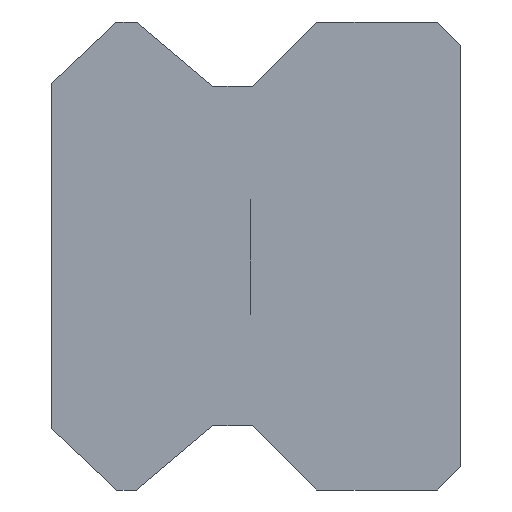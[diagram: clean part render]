
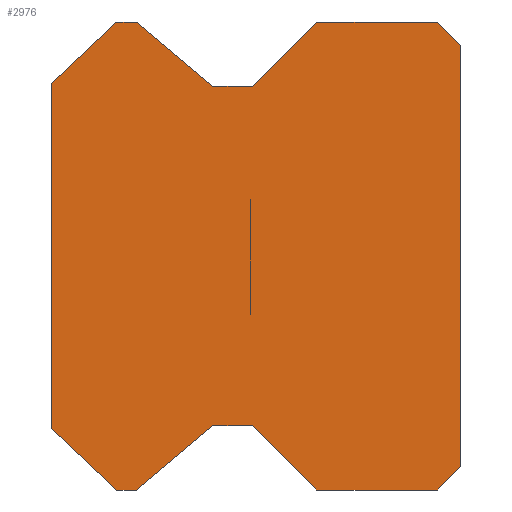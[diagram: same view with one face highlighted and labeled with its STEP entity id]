
A CAD part, left-side view. The second image highlights one B-rep face of the part: STEP entity #2976.
In plain terms, the highlighted planar face has unit normal (-1, 0, 0).
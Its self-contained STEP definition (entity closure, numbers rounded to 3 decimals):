
#636=ORIENTED_EDGE('',*,*,#1054,.F.);
#637=ORIENTED_EDGE('',*,*,#1234,.F.);
#638=ORIENTED_EDGE('',*,*,#1231,.F.);
#639=ORIENTED_EDGE('',*,*,#1161,.F.);
#640=ORIENTED_EDGE('',*,*,#1158,.F.);
#641=ORIENTED_EDGE('',*,*,#1155,.F.);
#642=ORIENTED_EDGE('',*,*,#1152,.F.);
#643=ORIENTED_EDGE('',*,*,#1149,.F.);
#644=ORIENTED_EDGE('',*,*,#1146,.F.);
#645=ORIENTED_EDGE('',*,*,#1143,.F.);
#646=ORIENTED_EDGE('',*,*,#1140,.F.);
#647=ORIENTED_EDGE('',*,*,#1070,.F.);
#648=ORIENTED_EDGE('',*,*,#1067,.F.);
#649=ORIENTED_EDGE('',*,*,#1064,.F.);
#650=ORIENTED_EDGE('',*,*,#1061,.F.);
#651=ORIENTED_EDGE('',*,*,#1058,.F.);
#1054=EDGE_CURVE('',#1370,#1371,#1670,.T.);
#1058=EDGE_CURVE('',#1371,#1374,#1674,.T.);
#1061=EDGE_CURVE('',#1374,#1376,#1677,.T.);
#1064=EDGE_CURVE('',#1376,#1378,#1680,.T.);
#1067=EDGE_CURVE('',#1378,#1380,#1683,.T.);
#1070=EDGE_CURVE('',#1380,#1382,#1686,.T.);
#1140=EDGE_CURVE('',#1382,#1451,#1689,.T.);
#1143=EDGE_CURVE('',#1451,#1453,#1692,.T.);
#1146=EDGE_CURVE('',#1453,#1455,#1695,.T.);
#1149=EDGE_CURVE('',#1455,#1457,#1698,.T.);
#1152=EDGE_CURVE('',#1457,#1459,#1701,.T.);
#1155=EDGE_CURVE('',#1459,#1461,#1704,.T.);
#1158=EDGE_CURVE('',#1461,#1463,#1707,.T.);
#1161=EDGE_CURVE('',#1463,#1465,#1710,.T.);
#1231=EDGE_CURVE('',#1465,#1534,#1713,.T.);
#1234=EDGE_CURVE('',#1534,#1370,#1716,.T.);
#1370=VERTEX_POINT('',#4705);
#1371=VERTEX_POINT('',#4706);
#1374=VERTEX_POINT('',#4714);
#1376=VERTEX_POINT('',#4720);
#1378=VERTEX_POINT('',#4726);
#1380=VERTEX_POINT('',#4732);
#1382=VERTEX_POINT('',#4738);
#1451=VERTEX_POINT('',#4878);
#1453=VERTEX_POINT('',#4884);
#1455=VERTEX_POINT('',#4890);
#1457=VERTEX_POINT('',#4896);
#1459=VERTEX_POINT('',#4902);
#1461=VERTEX_POINT('',#4908);
#1463=VERTEX_POINT('',#4914);
#1465=VERTEX_POINT('',#4920);
#1534=VERTEX_POINT('',#5060);
#1670=LINE('',#4704,#1718);
#1674=LINE('',#4713,#1722);
#1677=LINE('',#4719,#1725);
#1680=LINE('',#4725,#1728);
#1683=LINE('',#4731,#1731);
#1686=LINE('',#4737,#1734);
#1689=LINE('',#4877,#1737);
#1692=LINE('',#4883,#1740);
#1695=LINE('',#4889,#1743);
#1698=LINE('',#4895,#1746);
#1701=LINE('',#4901,#1749);
#1704=LINE('',#4907,#1752);
#1707=LINE('',#4913,#1755);
#1710=LINE('',#4919,#1758);
#1713=LINE('',#5059,#1761);
#1716=LINE('',#5065,#1764);
#1718=VECTOR('',#3682,1000.);
#1722=VECTOR('',#3688,1000.);
#1725=VECTOR('',#3693,1000.);
#1728=VECTOR('',#3698,1000.);
#1731=VECTOR('',#3703,1000.);
#1734=VECTOR('',#3708,1000.);
#1737=VECTOR('',#3847,1000.);
#1740=VECTOR('',#3852,1000.);
#1743=VECTOR('',#3857,1000.);
#1746=VECTOR('',#3862,1000.);
#1749=VECTOR('',#3867,1000.);
#1752=VECTOR('',#3872,1000.);
#1755=VECTOR('',#3877,1000.);
#1758=VECTOR('',#3882,1000.);
#1761=VECTOR('',#4021,1000.);
#1764=VECTOR('',#4026,1000.);
#1917=EDGE_LOOP('',(#636,#637,#638,#639,#640,#641,#642,#643,#644,#645,#646,
#647,#648,#649,#650,#651));
#2471=FACE_BOUND('',#1917,.T.);
#2891=PLANE('',#3342);
#2976=ADVANCED_FACE('',(#2471),#2891,.F.);
#3342=AXIS2_PLACEMENT_3D('',#5068,#4030,#4031);
#3682=DIRECTION('',(0.,-1.,0.));
#3688=DIRECTION('',(0.,-0.764,-0.645));
#3693=DIRECTION('',(0.,-1.,0.));
#3698=DIRECTION('',(0.,-0.707,0.707));
#3703=DIRECTION('',(0.,-1.,0.));
#3708=DIRECTION('',(0.,-0.707,-0.707));
#3847=DIRECTION('',(0.,0.,-1.));
#3852=DIRECTION('',(0.,0.707,-0.707));
#3857=DIRECTION('',(0.,1.,0.));
#3862=DIRECTION('',(0.,0.707,0.707));
#3867=DIRECTION('',(0.,1.,0.));
#3872=DIRECTION('',(0.,0.764,-0.645));
#3877=DIRECTION('',(0.,1.,0.));
#3882=DIRECTION('',(0.,0.729,0.685));
#4021=DIRECTION('',(0.,0.,1.));
#4026=DIRECTION('',(0.,-0.729,0.685));
#4030=DIRECTION('',(1.,0.,0.));
#4031=DIRECTION('',(0.,0.,-1.));
#4704=CARTESIAN_POINT('',(0.,14.7,10.));
#4705=CARTESIAN_POINT('',(0.,14.7,10.));
#4706=CARTESIAN_POINT('',(0.,13.86,10.));
#4713=CARTESIAN_POINT('',(0.,13.86,10.));
#4714=CARTESIAN_POINT('',(0.,10.6,7.25));
#4719=CARTESIAN_POINT('',(0.,10.6,7.25));
#4720=CARTESIAN_POINT('',(0.,8.9,7.25));
#4725=CARTESIAN_POINT('',(0.,8.9,7.25));
#4726=CARTESIAN_POINT('',(0.,6.15,10.));
#4731=CARTESIAN_POINT('',(0.,6.15,10.));
#4732=CARTESIAN_POINT('',(0.,1.,10.));
#4737=CARTESIAN_POINT('',(0.,1.,10.));
#4738=CARTESIAN_POINT('',(0.,0.,9.));
#4877=CARTESIAN_POINT('',(0.,0.,9.));
#4878=CARTESIAN_POINT('',(0.,0.,-9.));
#4883=CARTESIAN_POINT('',(0.,0.,-9.));
#4884=CARTESIAN_POINT('',(0.,1.,-10.));
#4889=CARTESIAN_POINT('',(0.,1.,-10.));
#4890=CARTESIAN_POINT('',(0.,6.15,-10.));
#4895=CARTESIAN_POINT('',(0.,6.15,-10.));
#4896=CARTESIAN_POINT('',(0.,8.9,-7.25));
#4901=CARTESIAN_POINT('',(0.,8.9,-7.25));
#4902=CARTESIAN_POINT('',(0.,10.6,-7.25));
#4907=CARTESIAN_POINT('',(0.,10.6,-7.25));
#4908=CARTESIAN_POINT('',(0.,13.86,-10.));
#4913=CARTESIAN_POINT('',(0.,13.86,-10.));
#4914=CARTESIAN_POINT('',(0.,14.7,-10.));
#4919=CARTESIAN_POINT('',(0.,14.7,-10.));
#4920=CARTESIAN_POINT('',(0.,17.5,-7.37));
#5059=CARTESIAN_POINT('',(0.,17.5,-7.37));
#5060=CARTESIAN_POINT('',(0.,17.5,7.37));
#5065=CARTESIAN_POINT('',(0.,17.5,7.37));
#5068=CARTESIAN_POINT('',(0.,0.,0.));
